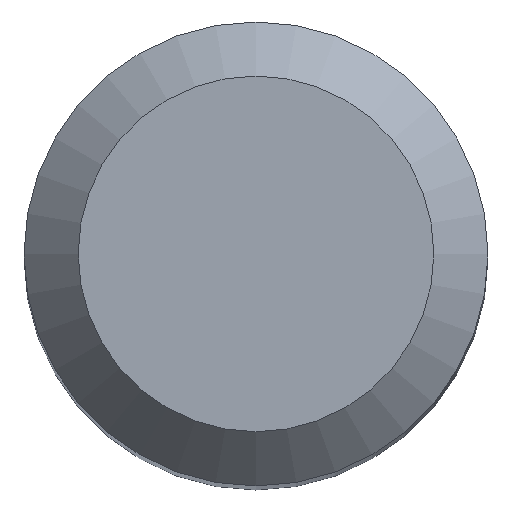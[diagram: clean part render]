
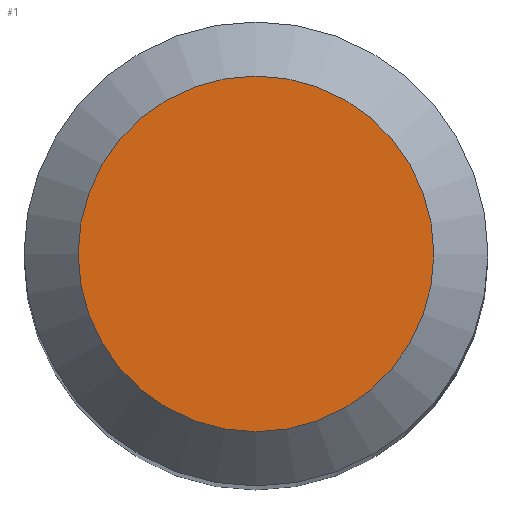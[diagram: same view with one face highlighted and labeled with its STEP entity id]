
A CAD part, top view. The second image highlights one B-rep face of the part: STEP entity #1.
In plain terms, the highlighted planar face has unit normal (0, 0, 1).
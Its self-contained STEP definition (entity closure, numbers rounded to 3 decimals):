
#1 = ADVANCED_FACE ( 'NONE', ( #74 ), #258, .F. ) ;
#36 = ORIENTED_EDGE ( 'NONE', *, *, #142, .F. ) ;
#66 = VERTEX_POINT ( 'NONE', #203 ) ;
#74 = FACE_OUTER_BOUND ( 'NONE', #167, .T. ) ;
#98 = AXIS2_PLACEMENT_3D ( 'NONE', #254, #220, #197 ) ;
#113 = AXIS2_PLACEMENT_3D ( 'NONE', #151, #156, #241 ) ;
#142 = EDGE_CURVE ( 'NONE', #66, #66, #230, .T. ) ;
#151 = CARTESIAN_POINT ( 'NONE',  ( 0., 0., 66. ) ) ;
#156 = DIRECTION ( 'NONE',  ( 0., 0., -1. ) ) ;
#167 = EDGE_LOOP ( 'NONE', ( #36 ) ) ;
#197 = DIRECTION ( 'NONE',  ( 0., 1., 0. ) ) ;
#203 = CARTESIAN_POINT ( 'NONE',  ( 0., 2.3, 66. ) ) ;
#220 = DIRECTION ( 'NONE',  ( 0., 0., -1. ) ) ;
#230 = CIRCLE ( 'NONE', #113, 2.3 ) ;
#241 = DIRECTION ( 'NONE',  ( 0., 1., 0. ) ) ;
#254 = CARTESIAN_POINT ( 'NONE',  ( 0., 0., 66. ) ) ;
#258 = PLANE ( 'NONE',  #98 ) ;
